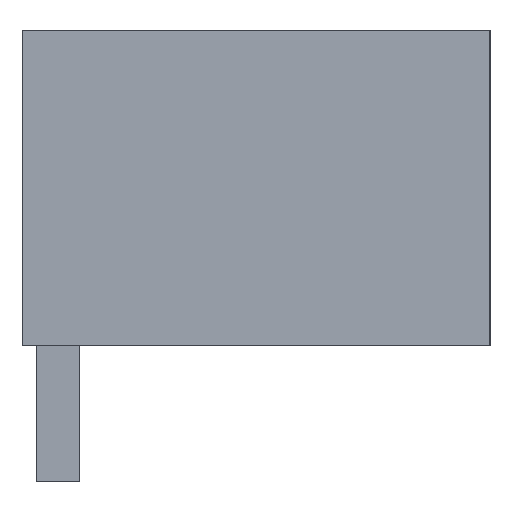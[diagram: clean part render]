
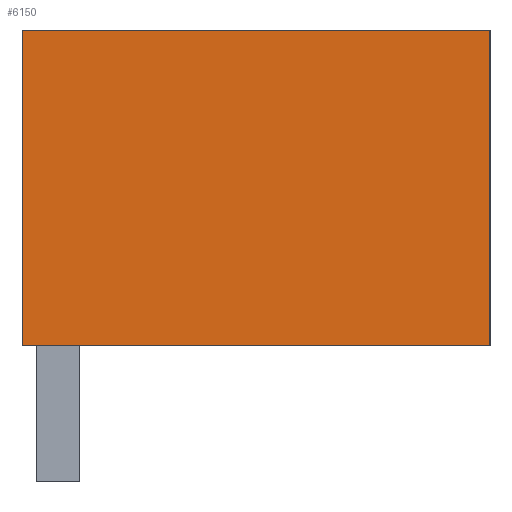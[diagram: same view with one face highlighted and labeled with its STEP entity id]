
A CAD part, left-side view. The second image highlights one B-rep face of the part: STEP entity #6150.
In plain terms, the highlighted planar face has unit normal (-1, 0, 0).
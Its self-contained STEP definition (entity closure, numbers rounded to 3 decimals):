
#6137=AXIS2_PLACEMENT_3D('Plane Axis2P3D',#6134,#6135,#6136) ;
#2012=CARTESIAN_POINT('Vertex',(0.,11.05,3.2)) ;
#2015=CARTESIAN_POINT('Line Origine',(0.,11.05,6.925)) ;
#2019=CARTESIAN_POINT('Vertex',(0.,11.05,10.65)) ;
#2471=CARTESIAN_POINT('Line Origine',(0.,5.525,3.2)) ;
#2475=CARTESIAN_POINT('Vertex',(0.,0.,3.2)) ;
#4988=CARTESIAN_POINT('Line Origine',(0.,5.525,10.65)) ;
#4992=CARTESIAN_POINT('Vertex',(0.,0.,10.65)) ;
#6134=CARTESIAN_POINT('Axis2P3D Location',(0.,11.05,0.)) ;
#6139=CARTESIAN_POINT('Line Origine',(0.,0.,6.925)) ;
#2016=DIRECTION('Vector Direction',(0.,0.,-1.)) ;
#2472=DIRECTION('Vector Direction',(0.,1.,0.)) ;
#4989=DIRECTION('Vector Direction',(0.,-1.,0.)) ;
#6135=DIRECTION('Axis2P3D Direction',(-1.,0.,0.)) ;
#6136=DIRECTION('Axis2P3D XDirection',(0.,-1.,0.)) ;
#6140=DIRECTION('Vector Direction',(0.,0.,1.)) ;
#2017=VECTOR('Line Direction',#2016,1.) ;
#2473=VECTOR('Line Direction',#2472,1.) ;
#4990=VECTOR('Line Direction',#4989,1.) ;
#6141=VECTOR('Line Direction',#6140,1.) ;
#6145=ORIENTED_EDGE('',*,*,#2021,.T.) ;
#6146=ORIENTED_EDGE('',*,*,#2477,.T.) ;
#6147=ORIENTED_EDGE('',*,*,#6143,.T.) ;
#6148=ORIENTED_EDGE('',*,*,#4994,.T.) ;
#6150=ADVANCED_FACE('HOUSING',(#6149),#6138,.T.) ;
#2021=EDGE_CURVE('',#2020,#2013,#2018,.T.) ;
#2477=EDGE_CURVE('',#2013,#2476,#2474,.F.) ;
#4994=EDGE_CURVE('',#4993,#2020,#4991,.F.) ;
#6143=EDGE_CURVE('',#2476,#4993,#6142,.T.) ;
#6144=EDGE_LOOP('',(#6145,#6146,#6147,#6148)) ;
#6149=FACE_OUTER_BOUND('',#6144,.T.) ;
#2018=LINE('Line',#2015,#2017) ;
#2474=LINE('Line',#2471,#2473) ;
#4991=LINE('Line',#4988,#4990) ;
#6142=LINE('Line',#6139,#6141) ;
#6138=PLANE('',#6137) ;
#2013=VERTEX_POINT('',#2012) ;
#2020=VERTEX_POINT('',#2019) ;
#2476=VERTEX_POINT('',#2475) ;
#4993=VERTEX_POINT('',#4992) ;
